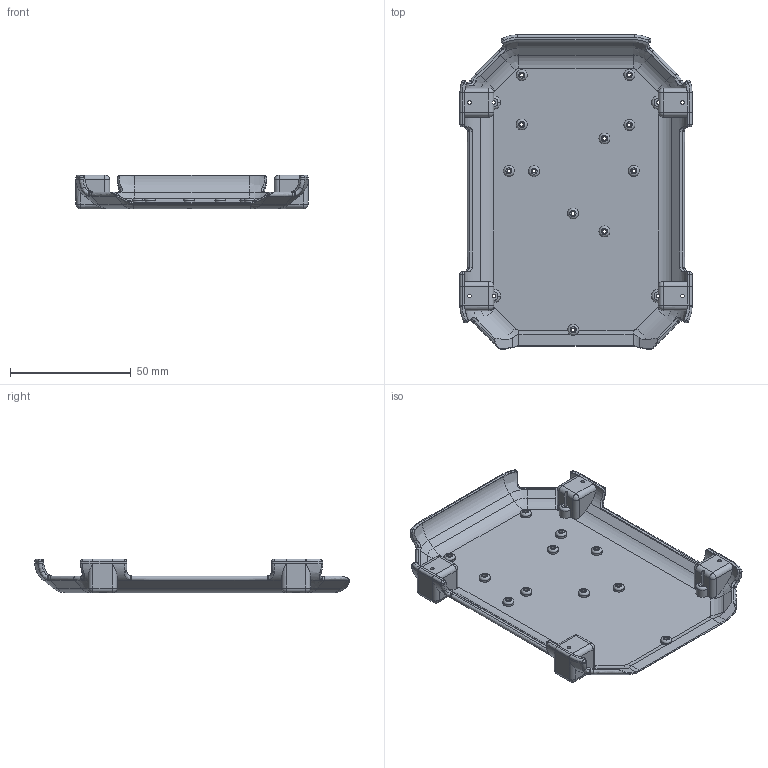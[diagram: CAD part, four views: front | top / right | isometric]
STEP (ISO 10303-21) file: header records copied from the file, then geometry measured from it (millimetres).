
FILE_DESCRIPTION(('FreeCAD Model'),'2;1');
FILE_NAME('bottom-cover.step' ,'2022-11-03T11:12:01',('Author'),(''), 'Open CASCADE STEP processor 7.3','FreeCAD','Unknown');
FILE_SCHEMA(('AUTOMOTIVE_DESIGN { 1 0 10303 214 1 1 1 1 }'));
Length unit declared in the file: millimetre
Products named in the file (1): Chamfer131
Bounding box: 96 x 129.95 x 14 mm (x, y, z)
Volume: 36252.7 mm3; surface area: 28121.5 mm2
Topology: 1 solids, 1 shells, 507 faces, 1241 edges, 711 vertices
Faces by surface type: cylinder 177, plane 130, bspline 87, cone 46, torus 35, sphere 20, revolution 12
Full cylindrical faces by diameter (mm): 1.5 x19, 4.5 x11, 5 x4
Entity records: 56163 total; most frequent: CARTESIAN_POINT 30704, DIRECTION 3442, ORIENTED_EDGE 2430, PCURVE 2430, DEFINITIONAL_REPRESENTATION 2430, LINE 1701, VECTOR 1701, EDGE_CURVE 1215
